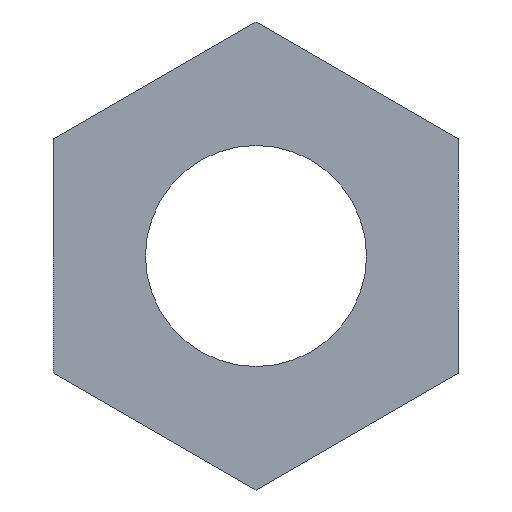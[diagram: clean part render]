
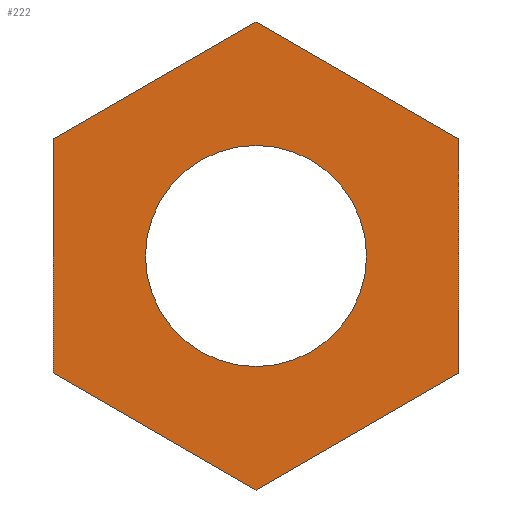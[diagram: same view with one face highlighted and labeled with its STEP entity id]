
A CAD part, front view. The second image highlights one B-rep face of the part: STEP entity #222.
In plain terms, the highlighted planar face has unit normal (0, -1, 0).
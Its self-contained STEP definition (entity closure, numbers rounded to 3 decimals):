
#5 = FACE_BOUND ( 'NONE', #91, .T. ) ;
#6 = VERTEX_POINT ( 'NONE', #65 ) ;
#17 = LINE ( 'NONE', #71, #30 ) ;
#20 = CARTESIAN_POINT ( 'NONE',  ( 0., 0., 0. ) ) ;
#26 = ORIENTED_EDGE ( 'NONE', *, *, #318, .T. ) ;
#29 = VERTEX_POINT ( 'NONE', #93 ) ;
#30 = VECTOR ( 'NONE', #182, 1000. ) ;
#32 = VERTEX_POINT ( 'NONE', #301 ) ;
#36 = CIRCLE ( 'NONE', #77, 1.5 ) ;
#47 = DIRECTION ( 'NONE',  ( 0., 0., 1. ) ) ;
#50 = CARTESIAN_POINT ( 'NONE',  ( -2.75, 0., -1.588 ) ) ;
#51 = DIRECTION ( 'NONE',  ( 0., 1., 0. ) ) ;
#57 = ORIENTED_EDGE ( 'NONE', *, *, #212, .F. ) ;
#60 = ORIENTED_EDGE ( 'NONE', *, *, #73, .F. ) ;
#65 = CARTESIAN_POINT ( 'NONE',  ( 0., 0., 3.175 ) ) ;
#71 = CARTESIAN_POINT ( 'NONE',  ( 2.75, 0., 1.588 ) ) ;
#73 = EDGE_CURVE ( 'NONE', #29, #6, #232, .T. ) ;
#75 = VECTOR ( 'NONE', #47, 1000. ) ;
#77 = AXIS2_PLACEMENT_3D ( 'NONE', #20, #110, #104 ) ;
#82 = ORIENTED_EDGE ( 'NONE', *, *, #302, .T. ) ;
#85 = DIRECTION ( 'NONE',  ( 0.866, 0., -0.5 ) ) ;
#91 = EDGE_LOOP ( 'NONE', ( #82, #26 ) ) ;
#93 = CARTESIAN_POINT ( 'NONE',  ( -2.75, 0., 1.588 ) ) ;
#102 = CARTESIAN_POINT ( 'NONE',  ( 0., 0., 0. ) ) ;
#104 = DIRECTION ( 'NONE',  ( 0., 0., 1. ) ) ;
#109 = EDGE_CURVE ( 'NONE', #317, #32, #287, .T. ) ;
#110 = DIRECTION ( 'NONE',  ( 0., 1., 0. ) ) ;
#111 = VERTEX_POINT ( 'NONE', #266 ) ;
#113 = VERTEX_POINT ( 'NONE', #179 ) ;
#124 = LINE ( 'NONE', #50, #75 ) ;
#127 = CARTESIAN_POINT ( 'NONE',  ( 2.75, 0., 1.588 ) ) ;
#129 = CARTESIAN_POINT ( 'NONE',  ( 0., 0., -3.175 ) ) ;
#135 = ORIENTED_EDGE ( 'NONE', *, *, #153, .F. ) ;
#137 = AXIS2_PLACEMENT_3D ( 'NONE', #166, #51, #189 ) ;
#139 = CARTESIAN_POINT ( 'NONE',  ( 0., 0., 3.175 ) ) ;
#153 = EDGE_CURVE ( 'NONE', #113, #29, #124, .T. ) ;
#158 = CARTESIAN_POINT ( 'NONE',  ( -2.75, 0., 1.588 ) ) ;
#160 = ORIENTED_EDGE ( 'NONE', *, *, #172, .F. ) ;
#166 = CARTESIAN_POINT ( 'NONE',  ( 0., 0., 0. ) ) ;
#169 = VECTOR ( 'NONE', #85, 1000. ) ;
#172 = EDGE_CURVE ( 'NONE', #206, #317, #17, .T. ) ;
#179 = CARTESIAN_POINT ( 'NONE',  ( -2.75, 0., -1.588 ) ) ;
#182 = DIRECTION ( 'NONE',  ( 0., 0., -1. ) ) ;
#186 = DIRECTION ( 'NONE',  ( 0., 0., 1. ) ) ;
#187 = AXIS2_PLACEMENT_3D ( 'NONE', #102, #270, #186 ) ;
#188 = VECTOR ( 'NONE', #240, 1000. ) ;
#189 = DIRECTION ( 'NONE',  ( 0., 0., 1. ) ) ;
#202 = EDGE_LOOP ( 'NONE', ( #160, #57, #60, #135, #230, #293 ) ) ;
#206 = VERTEX_POINT ( 'NONE', #127 ) ;
#211 = CARTESIAN_POINT ( 'NONE',  ( 2.75, 0., -1.588 ) ) ;
#212 = EDGE_CURVE ( 'NONE', #6, #206, #316, .T. ) ;
#216 = FACE_OUTER_BOUND ( 'NONE', #202, .T. ) ;
#222 = ADVANCED_FACE ( 'NONE', ( #216, #5 ), #292, .F. ) ;
#227 = VECTOR ( 'NONE', #237, 1000. ) ;
#230 = ORIENTED_EDGE ( 'NONE', *, *, #339, .F. ) ;
#231 = CIRCLE ( 'NONE', #187, 1.5 ) ;
#232 = LINE ( 'NONE', #158, #264 ) ;
#236 = DIRECTION ( 'NONE',  ( 0.866, 0., 0.5 ) ) ;
#237 = DIRECTION ( 'NONE',  ( -0.866, 0., -0.5 ) ) ;
#240 = DIRECTION ( 'NONE',  ( -0.866, 0., 0.5 ) ) ;
#249 = VERTEX_POINT ( 'NONE', #313 ) ;
#250 = LINE ( 'NONE', #129, #188 ) ;
#264 = VECTOR ( 'NONE', #236, 1000. ) ;
#266 = CARTESIAN_POINT ( 'NONE',  ( 0., 0., -1.5 ) ) ;
#267 = CARTESIAN_POINT ( 'NONE',  ( 2.75, 0., -1.588 ) ) ;
#270 = DIRECTION ( 'NONE',  ( 0., 1., 0. ) ) ;
#287 = LINE ( 'NONE', #211, #227 ) ;
#292 = PLANE ( 'NONE',  #137 ) ;
#293 = ORIENTED_EDGE ( 'NONE', *, *, #109, .F. ) ;
#301 = CARTESIAN_POINT ( 'NONE',  ( 0., 0., -3.175 ) ) ;
#302 = EDGE_CURVE ( 'NONE', #111, #249, #231, .T. ) ;
#313 = CARTESIAN_POINT ( 'NONE',  ( 0., 0., 1.5 ) ) ;
#316 = LINE ( 'NONE', #139, #169 ) ;
#317 = VERTEX_POINT ( 'NONE', #267 ) ;
#318 = EDGE_CURVE ( 'NONE', #249, #111, #36, .T. ) ;
#339 = EDGE_CURVE ( 'NONE', #32, #113, #250, .T. ) ;
